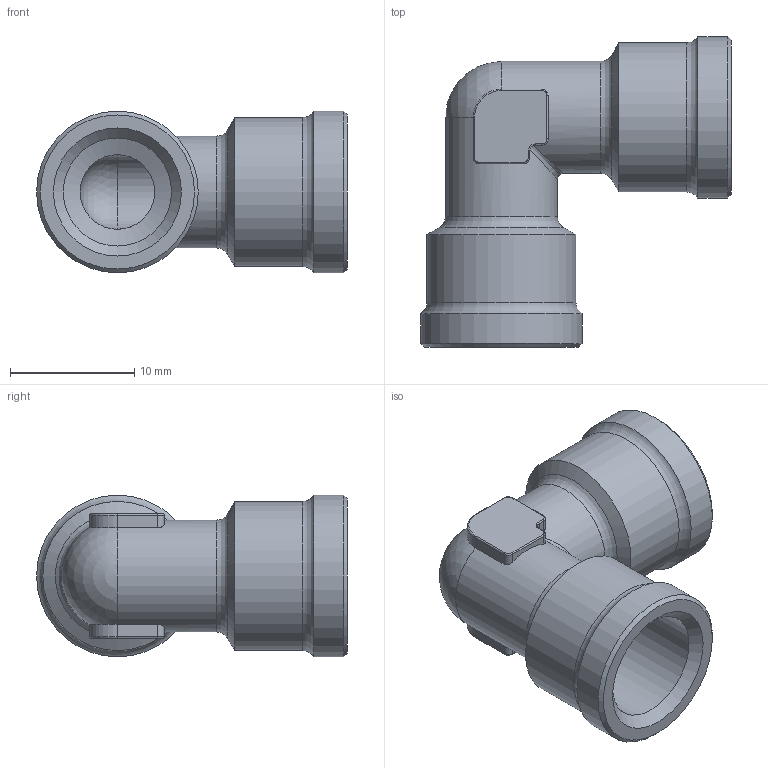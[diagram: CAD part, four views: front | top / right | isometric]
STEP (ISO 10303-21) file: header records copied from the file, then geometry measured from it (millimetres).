
FILE_DESCRIPTION(( 'RAL.21.18.18.stp' ), '1');
FILE_NAME( 'RAL.21.18.18.stp', '2021-02-22T10:31:51',( 'Sopra'),('sopra-pneumatic.com'), 'SwSTEP 2.0','SolidWorks 2009','' );
FILE_SCHEMA( ( 'CONFIG_CONTROL_DESIGN' ) );
Length unit declared in the file: millimetre
Products named in the file (1): NONE
Bounding box: 25 x 25 x 13 mm (x, y, z)
Volume: 1853.9 mm3; surface area: 2307.3 mm2
Topology: 1 solids, 1 shells, 77 faces, 186 edges, 109 vertices
Faces by surface type: cylinder 34, torus 16, plane 16, cone 8, sphere 2, bspline 1
Full cylindrical faces by diameter (mm): 6 x2, 8.7 x2, 9 x2, 12 x2, 13 x2
Entity records: 2256 total; most frequent: CARTESIAN_POINT 559, DIRECTION 370, ORIENTED_EDGE 306, AXIS2_PLACEMENT_3D 157, EDGE_CURVE 153, EDGE_LOOP 101, VERTEX_POINT 100, FACE_OUTER_BOUND 91
